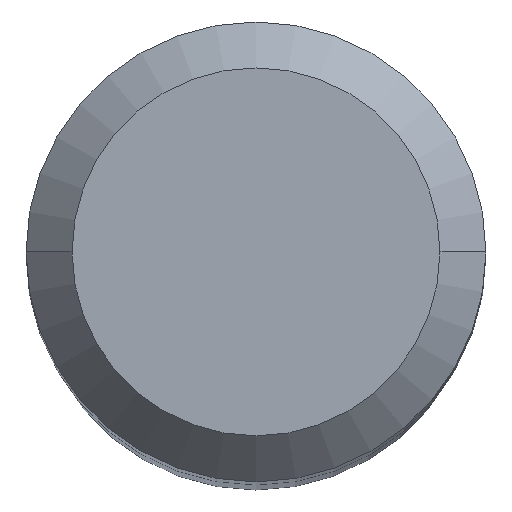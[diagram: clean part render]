
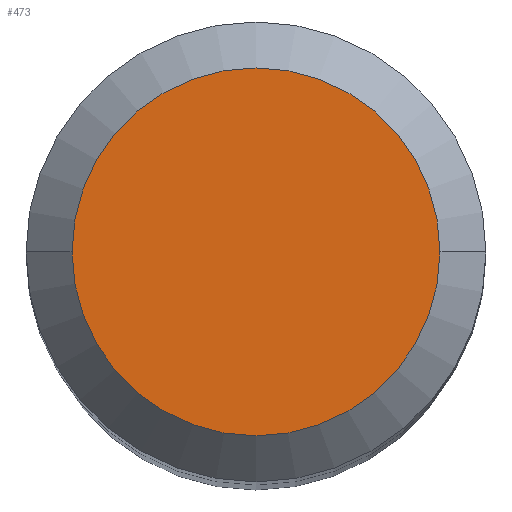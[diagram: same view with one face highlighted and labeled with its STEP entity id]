
A CAD part, top view. The second image highlights one B-rep face of the part: STEP entity #473.
In plain terms, the highlighted planar face has unit normal (0, 0, 1).
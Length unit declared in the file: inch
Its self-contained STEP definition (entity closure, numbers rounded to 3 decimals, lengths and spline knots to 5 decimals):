
#8 = CARTESIAN_POINT ( 'NONE',  ( -0.18896, 0., 0. ) ) ;
#56 = VERTEX_POINT ( 'NONE', #8 ) ;
#97 = AXIS2_PLACEMENT_3D ( 'NONE', #165, #423, #169 ) ;
#110 = CARTESIAN_POINT ( 'NONE',  ( 0., 0., 0. ) ) ;
#155 = EDGE_CURVE ( 'NONE', #225, #56, #223, .T. ) ;
#159 = ORIENTED_EDGE ( 'NONE', *, *, #155, .T. ) ;
#165 = CARTESIAN_POINT ( 'NONE',  ( 0., 0., 0. ) ) ;
#168 = AXIS2_PLACEMENT_3D ( 'NONE', #110, #295, #441 ) ;
#169 = DIRECTION ( 'NONE',  ( 1., 0., 0. ) ) ;
#214 = PLANE ( 'NONE',  #168 ) ;
#216 = EDGE_CURVE ( 'NONE', #56, #225, #238, .T. ) ;
#223 = CIRCLE ( 'NONE', #289, 0.18896 ) ;
#225 = VERTEX_POINT ( 'NONE', #278 ) ;
#238 = CIRCLE ( 'NONE', #97, 0.18896 ) ;
#249 = ORIENTED_EDGE ( 'NONE', *, *, #216, .T. ) ;
#270 = EDGE_LOOP ( 'NONE', ( #249, #159 ) ) ;
#278 = CARTESIAN_POINT ( 'NONE',  ( 0.18896, 0., 0. ) ) ;
#289 = AXIS2_PLACEMENT_3D ( 'NONE', #391, #426, #309 ) ;
#295 = DIRECTION ( 'NONE',  ( 0., 0., -1. ) ) ;
#309 = DIRECTION ( 'NONE',  ( 1., 0., 0. ) ) ;
#324 = FACE_OUTER_BOUND ( 'NONE', #270, .T. ) ;
#391 = CARTESIAN_POINT ( 'NONE',  ( 0., 0., 0. ) ) ;
#423 = DIRECTION ( 'NONE',  ( 0., 0., 1. ) ) ;
#426 = DIRECTION ( 'NONE',  ( 0., 0., 1. ) ) ;
#441 = DIRECTION ( 'NONE',  ( -1., 0., 0. ) ) ;
#473 = ADVANCED_FACE ( 'NONE', ( #324 ), #214, .F. ) ;
